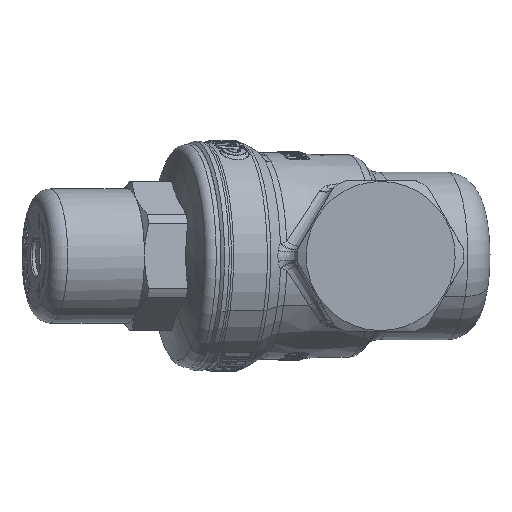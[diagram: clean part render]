
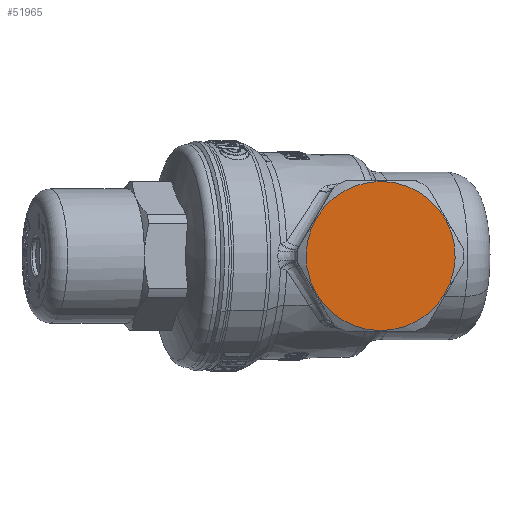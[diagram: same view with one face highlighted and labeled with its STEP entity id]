
A CAD part, left-side view. The second image highlights one B-rep face of the part: STEP entity #51965.
In plain terms, the highlighted planar face has unit normal (-1, 0, 0).
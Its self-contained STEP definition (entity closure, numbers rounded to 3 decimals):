
#42978=CARTESIAN_POINT('Vertex',(-34.482,-13.164,7.191)) ;
#42983=CARTESIAN_POINT('Axis2P3D Location',(-34.482,0.,0.)) ;
#42987=CARTESIAN_POINT('Vertex',(-34.482,13.164,-7.191)) ;
#43189=CARTESIAN_POINT('Axis2P3D Location',(-34.482,0.,0.)) ;
#51956=CARTESIAN_POINT('Axis2P3D Location',(-34.482,15.,0.)) ;
#42984=DIRECTION('Axis2P3D Direction',(1.,-0.,0.)) ;
#43190=DIRECTION('Axis2P3D Direction',(1.,-0.,0.)) ;
#51957=DIRECTION('Axis2P3D Direction',(-1.,0.,0.)) ;
#51958=DIRECTION('Axis2P3D XDirection',(0.,1.,0.)) ;
#42985=AXIS2_PLACEMENT_3D('Circle Axis2P3D',#42983,#42984,$) ;
#43191=AXIS2_PLACEMENT_3D('Circle Axis2P3D',#43189,#43190,$) ;
#51959=AXIS2_PLACEMENT_3D('Plane Axis2P3D',#51956,#51957,#51958) ;
#42986=CIRCLE('generated circle',#42985,15.) ;
#43192=CIRCLE('generated circle',#43191,15.) ;
#51960=PLANE('',#51959) ;
#42989=EDGE_CURVE('',#42988,#42979,#42986,.F.) ;
#43193=EDGE_CURVE('',#42979,#42988,#43192,.F.) ;
#51962=ORIENTED_EDGE('',*,*,#42989,.T.) ;
#51963=ORIENTED_EDGE('',*,*,#43193,.T.) ;
#51961=EDGE_LOOP('',(#51962,#51963)) ;
#42979=VERTEX_POINT('',#42978) ;
#42988=VERTEX_POINT('',#42987) ;
#51965=ADVANCED_FACE('PartBody',(#51964),#51960,.T.) ;
#51964=FACE_OUTER_BOUND('',#51961,.T.) ;
